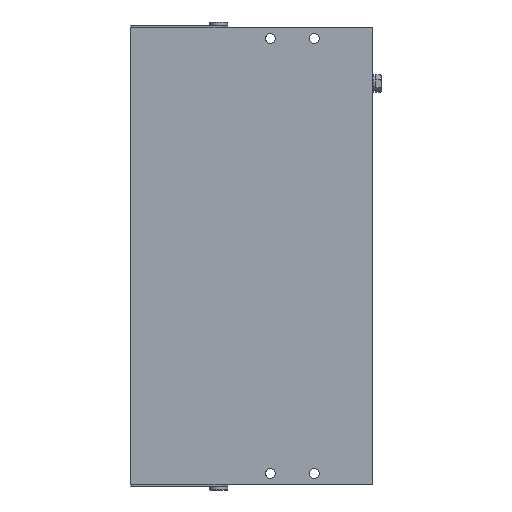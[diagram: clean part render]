
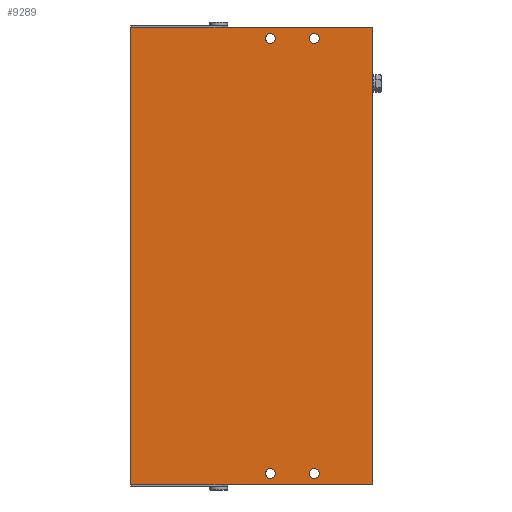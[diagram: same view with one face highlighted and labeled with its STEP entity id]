
A CAD part, front view. The second image highlights one B-rep face of the part: STEP entity #9289.
In plain terms, the highlighted planar face has unit normal (0, -1, 0).
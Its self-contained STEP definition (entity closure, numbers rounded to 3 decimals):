
#605=LINE('',#15016,#1214);
#619=LINE('',#15092,#1228);
#620=LINE('',#15102,#1229);
#621=LINE('',#15104,#1230);
#1214=VECTOR('',#11892,1000.);
#1228=VECTOR('',#11936,1000.);
#1229=VECTOR('',#11947,1000.);
#1230=VECTOR('',#11948,1000.);
#2021=ORIENTED_EDGE('',*,*,#4404,.T.);
#2022=ORIENTED_EDGE('',*,*,#4405,.T.);
#2023=ORIENTED_EDGE('',*,*,#4406,.T.);
#2024=ORIENTED_EDGE('',*,*,#4407,.T.);
#2025=ORIENTED_EDGE('',*,*,#4408,.T.);
#2026=ORIENTED_EDGE('',*,*,#4409,.F.);
#2027=ORIENTED_EDGE('',*,*,#4377,.F.);
#2028=ORIENTED_EDGE('',*,*,#4403,.T.);
#4377=EDGE_CURVE('',#5572,#5559,#605,.T.);
#4403=EDGE_CURVE('',#5572,#5593,#619,.T.);
#4404=EDGE_CURVE('',#5594,#5594,#6380,.T.);
#4405=EDGE_CURVE('',#5595,#5595,#6381,.T.);
#4406=EDGE_CURVE('',#5596,#5596,#6382,.T.);
#4407=EDGE_CURVE('',#5597,#5597,#6383,.T.);
#4408=EDGE_CURVE('',#5593,#5598,#620,.T.);
#4409=EDGE_CURVE('',#5559,#5598,#621,.T.);
#5559=VERTEX_POINT('',#14989);
#5572=VERTEX_POINT('',#15015);
#5593=VERTEX_POINT('',#15091);
#5594=VERTEX_POINT('',#15095);
#5595=VERTEX_POINT('',#15097);
#5596=VERTEX_POINT('',#15099);
#5597=VERTEX_POINT('',#15101);
#5598=VERTEX_POINT('',#15103);
#6380=CIRCLE('',#10411,2.25);
#6381=CIRCLE('',#10412,2.25);
#6382=CIRCLE('',#10413,2.25);
#6383=CIRCLE('',#10414,2.25);
#6900=EDGE_LOOP('',(#2021));
#6901=EDGE_LOOP('',(#2022));
#6902=EDGE_LOOP('',(#2023));
#6903=EDGE_LOOP('',(#2024));
#6904=EDGE_LOOP('',(#2025,#2026,#2027,#2028));
#8001=FACE_BOUND('',#6900,.T.);
#8002=FACE_BOUND('',#6901,.T.);
#8003=FACE_BOUND('',#6902,.T.);
#8004=FACE_BOUND('',#6903,.T.);
#8005=FACE_BOUND('',#6904,.T.);
#8974=PLANE('',#10410);
#9289=ADVANCED_FACE('',(#8001,#8002,#8003,#8004,#8005),#8974,.F.);
#10410=AXIS2_PLACEMENT_3D('',#15093,#11937,#11938);
#10411=AXIS2_PLACEMENT_3D('',#15094,#11939,#11940);
#10412=AXIS2_PLACEMENT_3D('',#15096,#11941,#11942);
#10413=AXIS2_PLACEMENT_3D('',#15098,#11943,#11944);
#10414=AXIS2_PLACEMENT_3D('',#15100,#11945,#11946);
#11892=DIRECTION('',(1.,0.,0.));
#11936=DIRECTION('',(0.,0.,-1.));
#11937=DIRECTION('',(0.,1.,0.));
#11938=DIRECTION('',(0.,0.,1.));
#11939=DIRECTION('',(0.,1.,0.));
#11940=DIRECTION('',(0.,0.,1.));
#11941=DIRECTION('',(0.,1.,0.));
#11942=DIRECTION('',(0.,0.,1.));
#11943=DIRECTION('',(0.,1.,0.));
#11944=DIRECTION('',(0.,0.,1.));
#11945=DIRECTION('',(0.,1.,0.));
#11946=DIRECTION('',(0.,0.,1.));
#11947=DIRECTION('',(1.,0.,0.));
#11948=DIRECTION('',(0.,0.,-1.));
#14989=CARTESIAN_POINT('',(110.,-33.8,208.));
#15015=CARTESIAN_POINT('',(0.,-33.8,208.));
#15016=CARTESIAN_POINT('',(0.,-33.8,208.));
#15091=CARTESIAN_POINT('',(0.,-33.8,0.));
#15092=CARTESIAN_POINT('',(0.,-33.8,208.));
#15093=CARTESIAN_POINT('',(0.,-33.8,208.));
#15094=CARTESIAN_POINT('',(46.5,-33.8,5.));
#15095=CARTESIAN_POINT('',(46.5,-33.8,7.25));
#15096=CARTESIAN_POINT('',(26.5,-33.8,203.));
#15097=CARTESIAN_POINT('',(26.5,-33.8,205.25));
#15098=CARTESIAN_POINT('',(46.5,-33.8,203.));
#15099=CARTESIAN_POINT('',(46.5,-33.8,205.25));
#15100=CARTESIAN_POINT('',(26.5,-33.8,5.));
#15101=CARTESIAN_POINT('',(26.5,-33.8,7.25));
#15102=CARTESIAN_POINT('',(0.,-33.8,0.));
#15103=CARTESIAN_POINT('',(110.,-33.8,0.));
#15104=CARTESIAN_POINT('',(110.,-33.8,208.));
